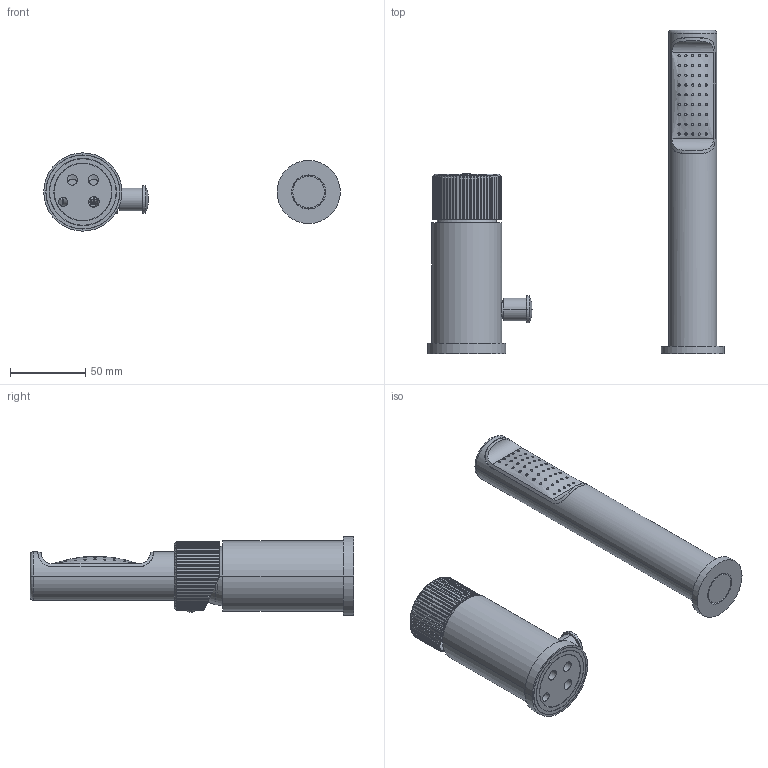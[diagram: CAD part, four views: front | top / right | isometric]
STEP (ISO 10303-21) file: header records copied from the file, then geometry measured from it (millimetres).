
FILE_DESCRIPTION((''),'2;1');
FILE_NAME('JO041LCR','2021-02-02T14:45:13',('ut3'),('PAFFONI SpA'),'CREO PARAMETRIC BY PTC INC, 2020044','CREO PARAMETRIC BY PTC INC, 2020044','');
FILE_SCHEMA(('CONFIG_CONTROL_DESIGN','SHAPE_APPEARANCE_LAYERS_GROUPS'));
Length unit declared in the file: millimetre
Products named in the file (1): JO041LCR
Bounding box: 197 x 215 x 52 mm (x, y, z)
Volume: 199818.1 mm3; surface area: 109458.2 mm2
Topology: 2 solids, 2 shells, 1447 faces, 3932 edges, 2519 vertices
Faces by surface type: plane 770, cylinder 471, torus 100, cone 85, bspline 11, sphere 10
Entity records: 68952 total; most frequent: CARTESIAN_POINT 22361, ORIENTED_EDGE 7820, DIRECTION 7219, EDGE_CURVE 3910, AXIS2_PLACEMENT_3D 2576, VERTEX_POINT 2517, VECTOR 2067, LINE 2067
